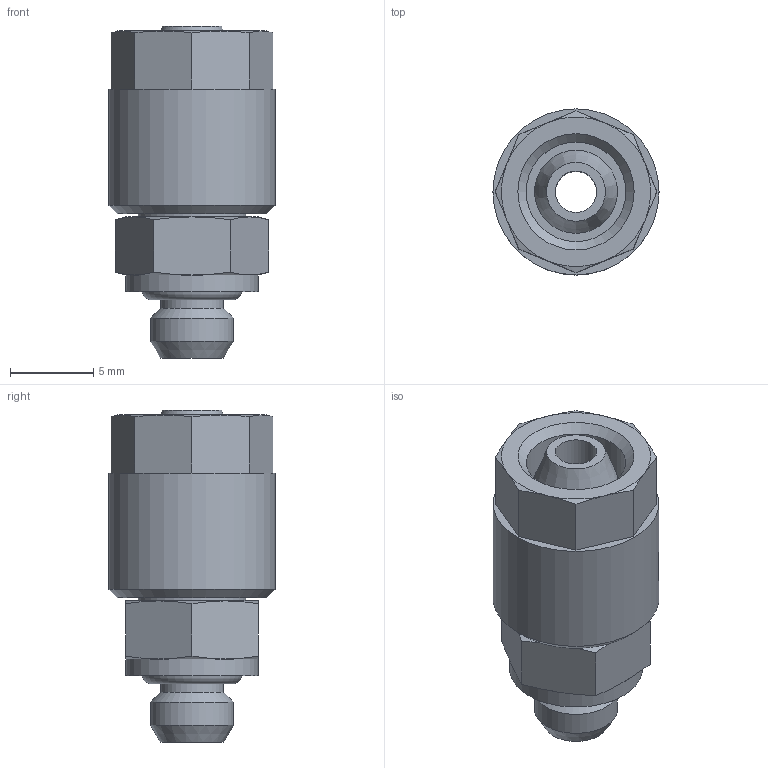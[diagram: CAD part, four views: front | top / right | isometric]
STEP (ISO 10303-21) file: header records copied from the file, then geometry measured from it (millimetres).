
FILE_DESCRIPTION(/* description */ (''),/* implementation_level */ '2;1');
FILE_NAME(/* name */ 'ck_54_msv.stp',/* time_stamp */ '2017-09-22T08:09:57+02:00',/* author */ ('Hamoud'),/* organization */ (''),/* preprocessor_version */ 'ST-DEVELOPER v15.6',/* originating_system */ 'Autodesk Inventor LT ',/* authorisation */ '');
FILE_SCHEMA (('AUTOMOTIVE_DESIGN { 1 0 10303 214 3 1 1 }'));
Length unit declared in the file: millimetre
Products named in the file (1): 10208_301Z_64_M5_09.09.15
Bounding box: 10 x 10 x 20 mm (x, y, z)
Volume: 1004.5 mm3; surface area: 1380.5 mm2
Topology: 3 solids, 3 shells, 69 faces, 151 edges, 92 vertices
Faces by surface type: cone 31, plane 24, cylinder 10, torus 4
Full cylindrical faces by diameter (mm): 2.5 x1, 3.8 x1, 4.5 x1, 5 x1, 6 x1, 6.5 x1, 7.08 x1, 8 x2, 10 x1
Entity records: 1854 total; most frequent: CARTESIAN_POINT 501, DIRECTION 270, ORIENTED_EDGE 232, AXIS2_PLACEMENT_3D 124, EDGE_CURVE 116, EDGE_LOOP 103, VERTEX_POINT 81, FACE_OUTER_BOUND 69
